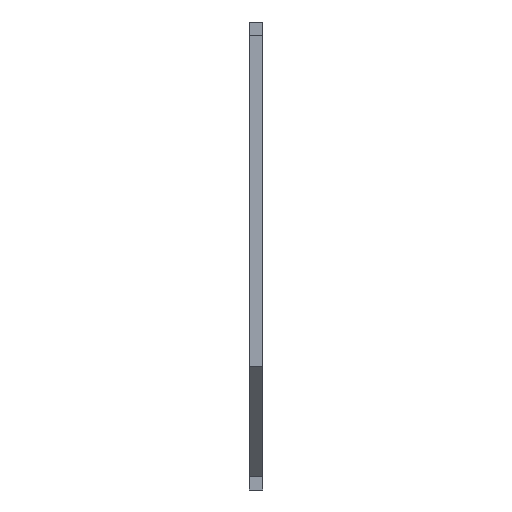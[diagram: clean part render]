
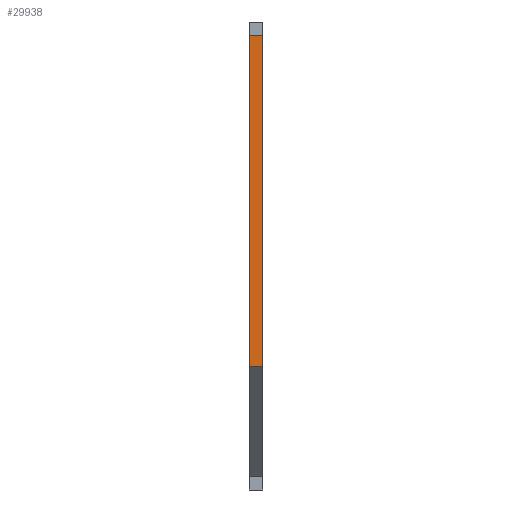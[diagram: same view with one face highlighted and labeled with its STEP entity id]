
A CAD part, left-side view. The second image highlights one B-rep face of the part: STEP entity #29938.
In plain terms, the highlighted planar face has unit normal (-1, 0, 0).
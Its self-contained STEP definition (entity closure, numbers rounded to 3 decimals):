
#418 = PLANE('',#419);
#419 = AXIS2_PLACEMENT_3D('',#420,#421,#422);
#420 = CARTESIAN_POINT('',(0.,0.,200.));
#421 = DIRECTION('',(0.,-1.,0.));
#422 = DIRECTION('',(0.,0.,1.));
#5554 = PLANE('',#5555);
#5555 = AXIS2_PLACEMENT_3D('',#5556,#5557,#5558);
#5556 = CARTESIAN_POINT('',(0.,-6.,200.));
#5557 = DIRECTION('',(0.,-1.,0.));
#5558 = DIRECTION('',(0.,0.,1.));
#11270 = VERTEX_POINT('',#11271);
#11271 = CARTESIAN_POINT('',(-400.,0.,50.));
#11285 = PLANE('',#11286);
#11286 = AXIS2_PLACEMENT_3D('',#11287,#11288,#11289);
#11287 = CARTESIAN_POINT('',(-400.,0.,50.));
#11288 = DIRECTION('',(-0.447,0.,-0.894));
#11289 = DIRECTION('',(-0.894,0.,0.447));
#11297 = EDGE_CURVE('',#11298,#11270,#11300,.T.);
#11298 = VERTEX_POINT('',#11299);
#11299 = CARTESIAN_POINT('',(-400.,0.,200.));
#11300 = SURFACE_CURVE('',#11301,(#11305,#11312),.PCURVE_S1.);
#11301 = LINE('',#11302,#11303);
#11302 = CARTESIAN_POINT('',(-400.,0.,200.));
#11303 = VECTOR('',#11304,1.);
#11304 = DIRECTION('',(-0.,0.,-1.));
#11305 = PCURVE('',#418,#11306);
#11306 = DEFINITIONAL_REPRESENTATION('',(#11307),#11311);
#11307 = LINE('',#11308,#11309);
#11308 = CARTESIAN_POINT('',(-0.,400.));
#11309 = VECTOR('',#11310,1.);
#11310 = DIRECTION('',(-1.,0.));
#11311 = ( GEOMETRIC_REPRESENTATION_CONTEXT(2) 
PARAMETRIC_REPRESENTATION_CONTEXT() REPRESENTATION_CONTEXT('2D SPACE',''
  ) );
#11312 = PCURVE('',#11313,#11318);
#11313 = PLANE('',#11314);
#11314 = AXIS2_PLACEMENT_3D('',#11315,#11316,#11317);
#11315 = CARTESIAN_POINT('',(-400.,0.,200.));
#11316 = DIRECTION('',(-1.,0.,-0.));
#11317 = DIRECTION('',(0.,0.,1.));
#11318 = DEFINITIONAL_REPRESENTATION('',(#11319),#11323);
#11319 = LINE('',#11320,#11321);
#11320 = CARTESIAN_POINT('',(-0.,0.));
#11321 = VECTOR('',#11322,1.);
#11322 = DIRECTION('',(-1.,0.));
#11323 = ( GEOMETRIC_REPRESENTATION_CONTEXT(2) 
PARAMETRIC_REPRESENTATION_CONTEXT() REPRESENTATION_CONTEXT('2D SPACE',''
  ) );
#11341 = PLANE('',#11342);
#11342 = AXIS2_PLACEMENT_3D('',#11343,#11344,#11345);
#11343 = CARTESIAN_POINT('',(0.,0.,200.));
#11344 = DIRECTION('',(0.,0.,1.));
#11345 = DIRECTION('',(1.,0.,0.));
#22160 = VERTEX_POINT('',#22161);
#22161 = CARTESIAN_POINT('',(-400.,-6.,50.));
#22182 = EDGE_CURVE('',#22183,#22160,#22185,.T.);
#22183 = VERTEX_POINT('',#22184);
#22184 = CARTESIAN_POINT('',(-400.,-6.,200.));
#22185 = SURFACE_CURVE('',#22186,(#22190,#22197),.PCURVE_S1.);
#22186 = LINE('',#22187,#22188);
#22187 = CARTESIAN_POINT('',(-400.,-6.,200.));
#22188 = VECTOR('',#22189,1.);
#22189 = DIRECTION('',(-0.,0.,-1.));
#22190 = PCURVE('',#5554,#22191);
#22191 = DEFINITIONAL_REPRESENTATION('',(#22192),#22196);
#22192 = LINE('',#22193,#22194);
#22193 = CARTESIAN_POINT('',(-0.,400.));
#22194 = VECTOR('',#22195,1.);
#22195 = DIRECTION('',(-1.,0.));
#22196 = ( GEOMETRIC_REPRESENTATION_CONTEXT(2) 
PARAMETRIC_REPRESENTATION_CONTEXT() REPRESENTATION_CONTEXT('2D SPACE',''
  ) );
#22197 = PCURVE('',#11313,#22198);
#22198 = DEFINITIONAL_REPRESENTATION('',(#22199),#22203);
#22199 = LINE('',#22200,#22201);
#22200 = CARTESIAN_POINT('',(0.,-6.));
#22201 = VECTOR('',#22202,1.);
#22202 = DIRECTION('',(-1.,0.));
#22203 = ( GEOMETRIC_REPRESENTATION_CONTEXT(2) 
PARAMETRIC_REPRESENTATION_CONTEXT() REPRESENTATION_CONTEXT('2D SPACE',''
  ) );
#29888 = EDGE_CURVE('',#11270,#22160,#29889,.T.);
#29889 = SURFACE_CURVE('',#29890,(#29894,#29901),.PCURVE_S1.);
#29890 = LINE('',#29891,#29892);
#29891 = CARTESIAN_POINT('',(-400.,0.,50.));
#29892 = VECTOR('',#29893,1.);
#29893 = DIRECTION('',(0.,-1.,0.));
#29894 = PCURVE('',#11285,#29895);
#29895 = DEFINITIONAL_REPRESENTATION('',(#29896),#29900);
#29896 = LINE('',#29897,#29898);
#29897 = CARTESIAN_POINT('',(0.,-0.));
#29898 = VECTOR('',#29899,1.);
#29899 = DIRECTION('',(0.,-1.));
#29900 = ( GEOMETRIC_REPRESENTATION_CONTEXT(2) 
PARAMETRIC_REPRESENTATION_CONTEXT() REPRESENTATION_CONTEXT('2D SPACE',''
  ) );
#29901 = PCURVE('',#11313,#29902);
#29902 = DEFINITIONAL_REPRESENTATION('',(#29903),#29907);
#29903 = LINE('',#29904,#29905);
#29904 = CARTESIAN_POINT('',(-150.,0.));
#29905 = VECTOR('',#29906,1.);
#29906 = DIRECTION('',(0.,-1.));
#29907 = ( GEOMETRIC_REPRESENTATION_CONTEXT(2) 
PARAMETRIC_REPRESENTATION_CONTEXT() REPRESENTATION_CONTEXT('2D SPACE',''
  ) );
#29938 = ADVANCED_FACE('',(#29939),#11313,.T.);
#29939 = FACE_BOUND('',#29940,.F.);
#29940 = EDGE_LOOP('',(#29941,#29962,#29963,#29964));
#29941 = ORIENTED_EDGE('',*,*,#29942,.T.);
#29942 = EDGE_CURVE('',#11298,#22183,#29943,.T.);
#29943 = SURFACE_CURVE('',#29944,(#29948,#29955),.PCURVE_S1.);
#29944 = LINE('',#29945,#29946);
#29945 = CARTESIAN_POINT('',(-400.,0.,200.));
#29946 = VECTOR('',#29947,1.);
#29947 = DIRECTION('',(0.,-1.,0.));
#29948 = PCURVE('',#11313,#29949);
#29949 = DEFINITIONAL_REPRESENTATION('',(#29950),#29954);
#29950 = LINE('',#29951,#29952);
#29951 = CARTESIAN_POINT('',(-0.,0.));
#29952 = VECTOR('',#29953,1.);
#29953 = DIRECTION('',(0.,-1.));
#29954 = ( GEOMETRIC_REPRESENTATION_CONTEXT(2) 
PARAMETRIC_REPRESENTATION_CONTEXT() REPRESENTATION_CONTEXT('2D SPACE',''
  ) );
#29955 = PCURVE('',#11341,#29956);
#29956 = DEFINITIONAL_REPRESENTATION('',(#29957),#29961);
#29957 = LINE('',#29958,#29959);
#29958 = CARTESIAN_POINT('',(-400.,0.));
#29959 = VECTOR('',#29960,1.);
#29960 = DIRECTION('',(-0.,-1.));
#29961 = ( GEOMETRIC_REPRESENTATION_CONTEXT(2) 
PARAMETRIC_REPRESENTATION_CONTEXT() REPRESENTATION_CONTEXT('2D SPACE',''
  ) );
#29962 = ORIENTED_EDGE('',*,*,#22182,.T.);
#29963 = ORIENTED_EDGE('',*,*,#29888,.F.);
#29964 = ORIENTED_EDGE('',*,*,#11297,.F.);
